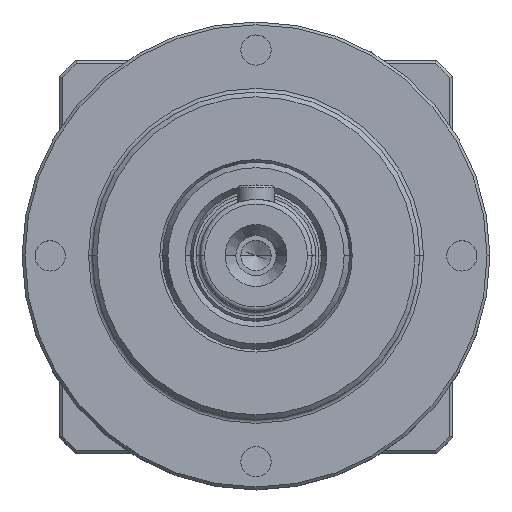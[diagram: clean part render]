
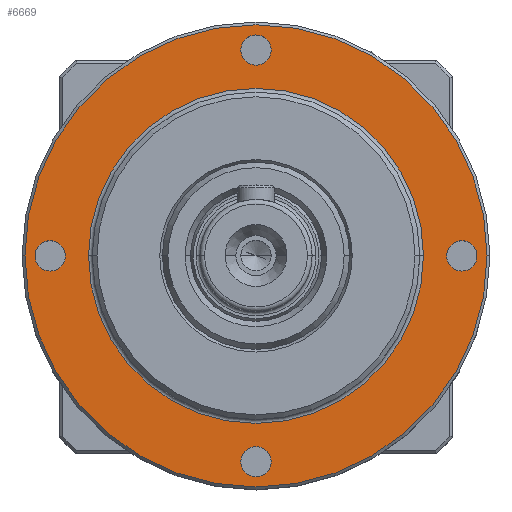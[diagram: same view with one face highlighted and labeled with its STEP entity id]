
A CAD part, top view. The second image highlights one B-rep face of the part: STEP entity #6669.
In plain terms, the highlighted planar face has unit normal (0, 0, 1).
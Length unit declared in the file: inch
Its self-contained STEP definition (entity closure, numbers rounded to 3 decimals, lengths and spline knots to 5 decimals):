
#156 = DIRECTION ( 'NONE',  ( 0., 0., -1. ) ) ;
#225 = CARTESIAN_POINT ( 'NONE',  ( 0., 0., 1.73228 ) ) ;
#393 = VERTEX_POINT ( 'NONE', #4335 ) ;
#543 = AXIS2_PLACEMENT_3D ( 'NONE', #225, #12396, #1938 ) ;
#961 = VERTEX_POINT ( 'NONE', #20768 ) ;
#1645 = DIRECTION ( 'NONE',  ( 0., 0., -1. ) ) ;
#1658 = ORIENTED_EDGE ( 'NONE', *, *, #22274, .T. ) ;
#1669 = AXIS2_PLACEMENT_3D ( 'NONE', #1867, #14043, #3600 ) ;
#1867 = CARTESIAN_POINT ( 'NONE',  ( 0., -0.86614, 1.73228 ) ) ;
#1897 = CIRCLE ( 'NONE', #12674, 0.06382 ) ;
#1938 = DIRECTION ( 'NONE',  ( -1., 0., 0. ) ) ;
#2036 = EDGE_CURVE ( 'NONE', #4510, #15899, #1897, .T. ) ;
#2334 = EDGE_CURVE ( 'NONE', #961, #15874, #8073, .T. ) ;
#2471 = CARTESIAN_POINT ( 'NONE',  ( 0.06382, 0.86614, 1.73228 ) ) ;
#2596 = VERTEX_POINT ( 'NONE', #5615 ) ;
#2644 = DIRECTION ( 'NONE',  ( 0., 0., 1. ) ) ;
#2691 = VERTEX_POINT ( 'NONE', #7751 ) ;
#2887 = AXIS2_PLACEMENT_3D ( 'NONE', #8988, #20961, #10723 ) ;
#2895 = ORIENTED_EDGE ( 'NONE', *, *, #11875, .F. ) ;
#3219 = FACE_BOUND ( 'NONE', #6358, .T. ) ;
#3600 = DIRECTION ( 'NONE',  ( -1., 0., 0. ) ) ;
#3622 = ORIENTED_EDGE ( 'NONE', *, *, #10987, .T. ) ;
#3777 = FACE_BOUND ( 'NONE', #7719, .T. ) ;
#3952 = EDGE_LOOP ( 'NONE', ( #3622, #19049 ) ) ;
#4104 = AXIS2_PLACEMENT_3D ( 'NONE', #17998, #7687, #19710 ) ;
#4194 = VERTEX_POINT ( 'NONE', #7266 ) ;
#4204 = EDGE_CURVE ( 'NONE', #4194, #18006, #15240, .T. ) ;
#4335 = CARTESIAN_POINT ( 'NONE',  ( 0.06382, -0.86614, 1.73228 ) ) ;
#4359 = EDGE_CURVE ( 'NONE', #15874, #961, #9277, .T. ) ;
#4510 = VERTEX_POINT ( 'NONE', #8295 ) ;
#4682 = EDGE_CURVE ( 'NONE', #7013, #10714, #13309, .T. ) ;
#4691 = EDGE_CURVE ( 'NONE', #393, #2691, #17361, .T. ) ;
#4692 = EDGE_LOOP ( 'NONE', ( #20683, #12668 ) ) ;
#5305 = DIRECTION ( 'NONE',  ( 0., 0., -1. ) ) ;
#5447 = CARTESIAN_POINT ( 'NONE',  ( 0., -0.86614, 1.73228 ) ) ;
#5600 = CIRCLE ( 'NONE', #2887, 0.06382 ) ;
#5615 = CARTESIAN_POINT ( 'NONE',  ( 0.70472, 0., 1.73228 ) ) ;
#5751 = PLANE ( 'NONE',  #16678 ) ;
#5942 = ORIENTED_EDGE ( 'NONE', *, *, #4691, .T. ) ;
#6358 = EDGE_LOOP ( 'NONE', ( #18485, #16433 ) ) ;
#6669 = ADVANCED_FACE ( 'NONE', ( #12518, #17083, #3777, #7902, #3219, #8439 ), #5751, .F. ) ;
#6978 = CIRCLE ( 'NONE', #20579, 0.06382 ) ;
#7013 = VERTEX_POINT ( 'NONE', #10286 ) ;
#7025 = CIRCLE ( 'NONE', #19866, 0.06382 ) ;
#7186 = EDGE_LOOP ( 'NONE', ( #22056, #18408 ) ) ;
#7231 = DIRECTION ( 'NONE',  ( -1., 0., 0. ) ) ;
#7256 = AXIS2_PLACEMENT_3D ( 'NONE', #19943, #9647, #21588 ) ;
#7266 = CARTESIAN_POINT ( 'NONE',  ( -0.86614, -0.06382, 1.73228 ) ) ;
#7523 = DIRECTION ( 'NONE',  ( -1., 0., 0. ) ) ;
#7687 = DIRECTION ( 'NONE',  ( 0., 0., 1. ) ) ;
#7719 = EDGE_LOOP ( 'NONE', ( #1658, #5942 ) ) ;
#7751 = CARTESIAN_POINT ( 'NONE',  ( -0.06382, -0.86614, 1.73228 ) ) ;
#7902 = FACE_BOUND ( 'NONE', #3952, .T. ) ;
#8073 = CIRCLE ( 'NONE', #12964, 0.06382 ) ;
#8295 = CARTESIAN_POINT ( 'NONE',  ( -0.06382, 0.86614, 1.73228 ) ) ;
#8399 = DIRECTION ( 'NONE',  ( 0., 0., -1. ) ) ;
#8439 = FACE_BOUND ( 'NONE', #8633, .T. ) ;
#8633 = EDGE_LOOP ( 'NONE', ( #2895, #14588 ) ) ;
#8988 = CARTESIAN_POINT ( 'NONE',  ( 0., 0.86614, 1.73228 ) ) ;
#9080 = DIRECTION ( 'NONE',  ( 0., 0., -1. ) ) ;
#9209 = CIRCLE ( 'NONE', #543, 0.97244 ) ;
#9277 = CIRCLE ( 'NONE', #7256, 0.06382 ) ;
#9647 = DIRECTION ( 'NONE',  ( 0., 0., -1. ) ) ;
#9769 = CIRCLE ( 'NONE', #14116, 0.70472 ) ;
#10286 = CARTESIAN_POINT ( 'NONE',  ( 0.97244, 0., 1.73228 ) ) ;
#10568 = CARTESIAN_POINT ( 'NONE',  ( 0., 0.86614, 1.73228 ) ) ;
#10714 = VERTEX_POINT ( 'NONE', #17823 ) ;
#10723 = DIRECTION ( 'NONE',  ( 1., 0., 0. ) ) ;
#10915 = CARTESIAN_POINT ( 'NONE',  ( 0., 0., 1.73228 ) ) ;
#10987 = EDGE_CURVE ( 'NONE', #18006, #4194, #6978, .T. ) ;
#11875 = EDGE_CURVE ( 'NONE', #17764, #2596, #21369, .T. ) ;
#12072 = CARTESIAN_POINT ( 'NONE',  ( 0.86614, 0., 1.73228 ) ) ;
#12321 = DIRECTION ( 'NONE',  ( 1., 0., 0. ) ) ;
#12396 = DIRECTION ( 'NONE',  ( 0., 0., -1. ) ) ;
#12518 = FACE_OUTER_BOUND ( 'NONE', #7186, .T. ) ;
#12668 = ORIENTED_EDGE ( 'NONE', *, *, #2334, .T. ) ;
#12674 = AXIS2_PLACEMENT_3D ( 'NONE', #10568, #156, #12321 ) ;
#12827 = CARTESIAN_POINT ( 'NONE',  ( 0.86614, -0.06382, 1.73228 ) ) ;
#12964 = AXIS2_PLACEMENT_3D ( 'NONE', #12072, #1645, #13825 ) ;
#13066 = CARTESIAN_POINT ( 'NONE',  ( 0., 0., 1.73228 ) ) ;
#13309 = CIRCLE ( 'NONE', #19508, 0.97244 ) ;
#13825 = DIRECTION ( 'NONE',  ( 0., -1., 0. ) ) ;
#14043 = DIRECTION ( 'NONE',  ( 0., 0., -1. ) ) ;
#14116 = AXIS2_PLACEMENT_3D ( 'NONE', #13066, #2644, #14815 ) ;
#14523 = EDGE_CURVE ( 'NONE', #10714, #7013, #9209, .T. ) ;
#14588 = ORIENTED_EDGE ( 'NONE', *, *, #20939, .F. ) ;
#14815 = DIRECTION ( 'NONE',  ( -1., 0., 0. ) ) ;
#15240 = CIRCLE ( 'NONE', #21838, 0.06382 ) ;
#15686 = CARTESIAN_POINT ( 'NONE',  ( 0., 0., 1.73228 ) ) ;
#15747 = EDGE_CURVE ( 'NONE', #15899, #4510, #5600, .T. ) ;
#15874 = VERTEX_POINT ( 'NONE', #12827 ) ;
#15899 = VERTEX_POINT ( 'NONE', #2471 ) ;
#16433 = ORIENTED_EDGE ( 'NONE', *, *, #2036, .T. ) ;
#16460 = CARTESIAN_POINT ( 'NONE',  ( -0.86614, 0.06382, 1.73228 ) ) ;
#16678 = AXIS2_PLACEMENT_3D ( 'NONE', #10915, #17829, #7523 ) ;
#17083 = FACE_BOUND ( 'NONE', #4692, .T. ) ;
#17361 = CIRCLE ( 'NONE', #1669, 0.06382 ) ;
#17421 = DIRECTION ( 'NONE',  ( -1., 0., 0. ) ) ;
#17559 = DIRECTION ( 'NONE',  ( 0., 0., -1. ) ) ;
#17764 = VERTEX_POINT ( 'NONE', #20563 ) ;
#17823 = CARTESIAN_POINT ( 'NONE',  ( -0.97244, 0., 1.73228 ) ) ;
#17829 = DIRECTION ( 'NONE',  ( 0., 0., -1. ) ) ;
#17998 = CARTESIAN_POINT ( 'NONE',  ( 0., 0., 1.73228 ) ) ;
#18006 = VERTEX_POINT ( 'NONE', #16460 ) ;
#18408 = ORIENTED_EDGE ( 'NONE', *, *, #4682, .F. ) ;
#18485 = ORIENTED_EDGE ( 'NONE', *, *, #15747, .T. ) ;
#18702 = CARTESIAN_POINT ( 'NONE',  ( -0.86614, 0., 1.73228 ) ) ;
#19049 = ORIENTED_EDGE ( 'NONE', *, *, #4204, .T. ) ;
#19368 = CARTESIAN_POINT ( 'NONE',  ( -0.86614, 0., 1.73228 ) ) ;
#19508 = AXIS2_PLACEMENT_3D ( 'NONE', #15686, #5305, #17421 ) ;
#19710 = DIRECTION ( 'NONE',  ( -1., 0., 0. ) ) ;
#19866 = AXIS2_PLACEMENT_3D ( 'NONE', #5447, #17559, #7231 ) ;
#19943 = CARTESIAN_POINT ( 'NONE',  ( 0.86614, 0., 1.73228 ) ) ;
#20411 = DIRECTION ( 'NONE',  ( 0., 1., 0. ) ) ;
#20563 = CARTESIAN_POINT ( 'NONE',  ( -0.70472, 0., 1.73228 ) ) ;
#20579 = AXIS2_PLACEMENT_3D ( 'NONE', #18702, #8399, #20411 ) ;
#20683 = ORIENTED_EDGE ( 'NONE', *, *, #4359, .T. ) ;
#20768 = CARTESIAN_POINT ( 'NONE',  ( 0.86614, 0.06382, 1.73228 ) ) ;
#20939 = EDGE_CURVE ( 'NONE', #2596, #17764, #9769, .T. ) ;
#20961 = DIRECTION ( 'NONE',  ( 0., 0., -1. ) ) ;
#21051 = DIRECTION ( 'NONE',  ( 0., 1., 0. ) ) ;
#21369 = CIRCLE ( 'NONE', #4104, 0.70472 ) ;
#21588 = DIRECTION ( 'NONE',  ( 0., -1., 0. ) ) ;
#21838 = AXIS2_PLACEMENT_3D ( 'NONE', #19368, #9080, #21051 ) ;
#22056 = ORIENTED_EDGE ( 'NONE', *, *, #14523, .F. ) ;
#22274 = EDGE_CURVE ( 'NONE', #2691, #393, #7025, .T. ) ;
